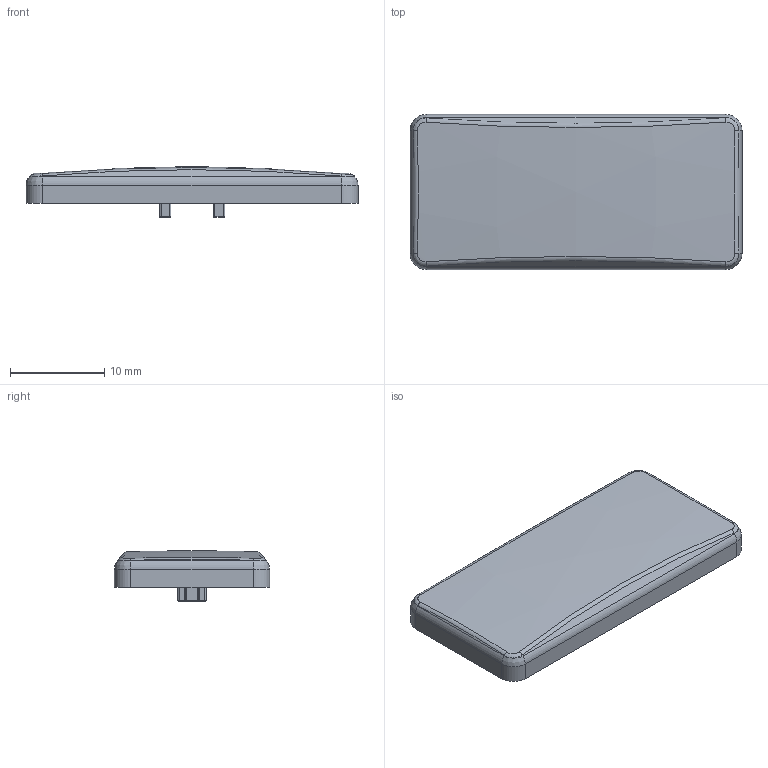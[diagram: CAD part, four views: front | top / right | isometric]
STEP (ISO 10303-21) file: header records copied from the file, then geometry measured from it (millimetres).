
FILE_DESCRIPTION(/* description */ (''),/* implementation_level */ '2;1');
FILE_NAME(/* name */ 'MBK Keycap - 2u.step',/* time_stamp */ '2020-08-07T19:28:47-04:00',/* author */ (''),/* organization */ (''),/* preprocessor_version */ 'ST-DEVELOPER v18.1',/* originating_system */ 'Autodesk Translation Framework v9.3.0.1241',/* authorisation */ '');
FILE_SCHEMA (('AUTOMOTIVE_DESIGN { 1 0 10303 214 3 1 1 }'));
Length unit declared in the file: millimetre
Products named in the file (1): (Unsaved)
Bounding box: 35.17 x 16.45 x 5.39 mm (x, y, z)
Volume: 1347.8 mm3; surface area: 1572.1 mm2
Topology: 1 solids, 1 shells, 208 faces, 496 edges, 288 vertices
Faces by surface type: cylinder 76, plane 63, bspline 28, torus 28, sphere 9, cone 4
Full cylindrical faces by diameter (mm): 2.762 x1, 2.826 x1, 2.893 x1, 3.007 x1
Entity records: 6698 total; most frequent: CARTESIAN_POINT 1939, DIRECTION 1018, ORIENTED_EDGE 976, EDGE_CURVE 488, AXIS2_PLACEMENT_3D 393, VERTEX_POINT 288, LINE 232, VECTOR 232
